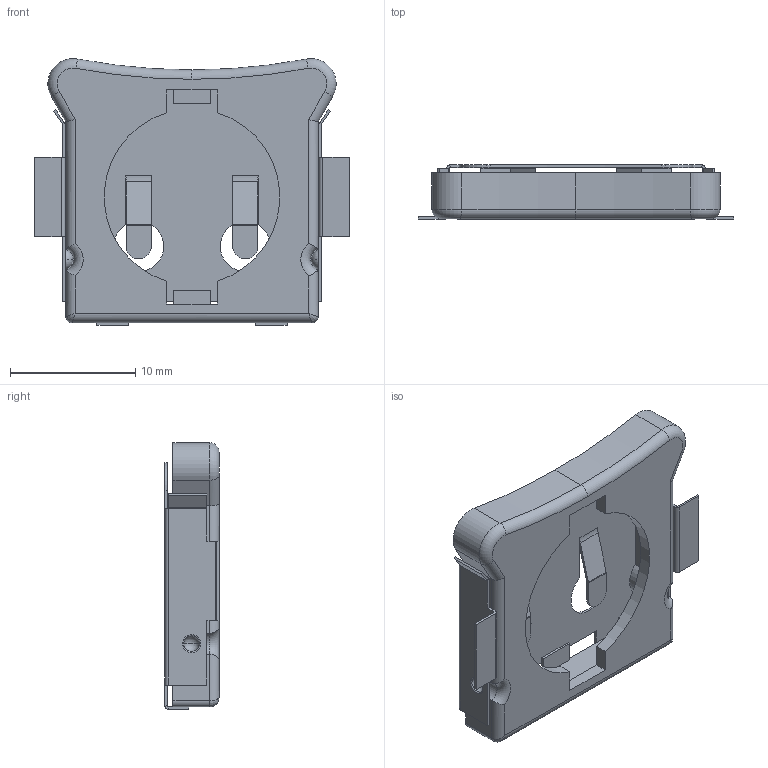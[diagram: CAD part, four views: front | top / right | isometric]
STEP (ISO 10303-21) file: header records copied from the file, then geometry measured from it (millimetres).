
FILE_DESCRIPTION (( 'STEP AP214' ), '1' );
FILE_NAME ('BHX1-F3-SM.STEP', '2020-01-13T17:13:15', ( '' ), ( '' ), 'SwSTEP 2.0', 'SolidWorks 2017', '' );
FILE_SCHEMA (( 'AUTOMOTIVE_DESIGN' ));
Length unit declared in the file: millimetre
Products named in the file (1): BHX1-F3-SM
Bounding box: 25.15 x 4.32 x 21.28 mm (x, y, z)
Volume: 562.3 mm3; surface area: 2095.2 mm2
Topology: 2 solids, 2 shells, 214 faces, 512 edges, 305 vertices
Faces by surface type: plane 134, cylinder 56, torus 14, sphere 8, bspline 2
Entity records: 6190 total; most frequent: CARTESIAN_POINT 1134, DIRECTION 1077, ORIENTED_EDGE 1020, EDGE_CURVE 510, AXIS2_PLACEMENT_3D 364, LINE 349, VECTOR 349, VERTEX_POINT 305
